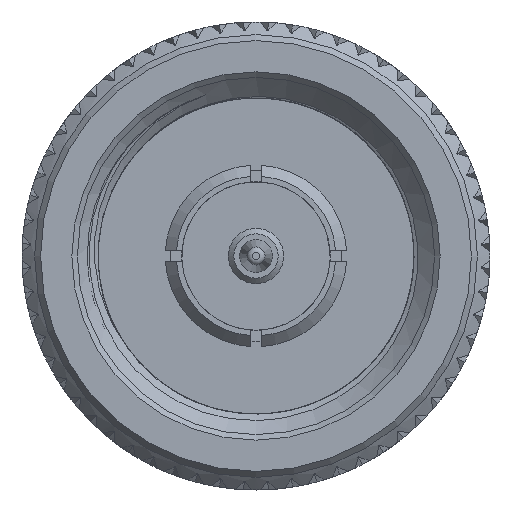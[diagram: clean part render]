
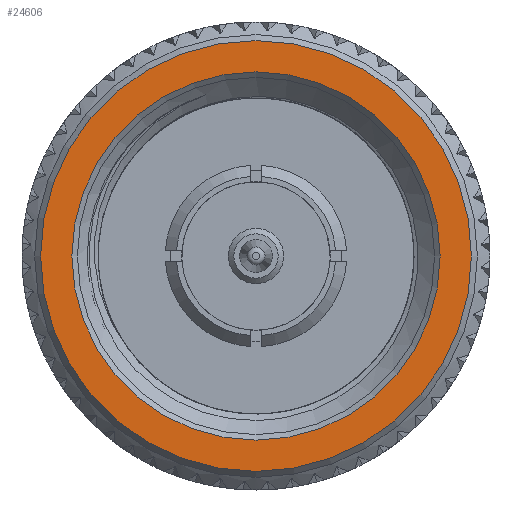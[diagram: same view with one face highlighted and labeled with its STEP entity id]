
A CAD part, left-side view. The second image highlights one B-rep face of the part: STEP entity #24606.
In plain terms, the highlighted planar face has unit normal (-1, 0, 0).
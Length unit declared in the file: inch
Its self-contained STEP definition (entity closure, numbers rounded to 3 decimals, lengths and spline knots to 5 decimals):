
#8854 = ORIENTED_EDGE ( 'NONE', *, *, #111935, .F. ) ;
#20135 = AXIS2_PLACEMENT_3D ( 'NONE', #102146, #175070, #58565 ) ;
#24606 = ADVANCED_FACE ( 'NONE', ( #186243, #169979 ), #138951, .F. ) ;
#27325 = CARTESIAN_POINT ( 'NONE',  ( 0.49449, 0., 0.38902 ) ) ;
#34332 = CARTESIAN_POINT ( 'NONE',  ( 0.49449, 0.38902, 0. ) ) ;
#58307 = EDGE_LOOP ( 'NONE', ( #153551 ) ) ;
#58565 = DIRECTION ( 'NONE',  ( 0., 0., 1. ) ) ;
#72884 = EDGE_CURVE ( 'NONE', #106550, #106550, #183349, .T. ) ;
#75315 = CIRCLE ( 'NONE', #141101, 0.3325 ) ;
#78862 = CARTESIAN_POINT ( 'NONE',  ( 0.49449, 0., 0. ) ) ;
#94647 = DIRECTION ( 'NONE',  ( 1., 0., 0. ) ) ;
#102146 = CARTESIAN_POINT ( 'NONE',  ( 0.49449, 0., 0. ) ) ;
#106550 = VERTEX_POINT ( 'NONE', #27325 ) ;
#111935 = EDGE_CURVE ( 'NONE', #139288, #139288, #75315, .T. ) ;
#112398 = AXIS2_PLACEMENT_3D ( 'NONE', #34332, #94647, #153346 ) ;
#116992 = CARTESIAN_POINT ( 'NONE',  ( 0.49449, 0., 0.3325 ) ) ;
#123761 = DIRECTION ( 'NONE',  ( 0., 0., 1. ) ) ;
#138951 = PLANE ( 'NONE',  #112398 ) ;
#139288 = VERTEX_POINT ( 'NONE', #116992 ) ;
#141101 = AXIS2_PLACEMENT_3D ( 'NONE', #78862, #183010, #123761 ) ;
#153346 = DIRECTION ( 'NONE',  ( 0., 0., 1. ) ) ;
#153551 = ORIENTED_EDGE ( 'NONE', *, *, #72884, .T. ) ;
#157567 = EDGE_LOOP ( 'NONE', ( #8854 ) ) ;
#169979 = FACE_OUTER_BOUND ( 'NONE', #58307, .T. ) ;
#175070 = DIRECTION ( 'NONE',  ( -1., 0., 0. ) ) ;
#183010 = DIRECTION ( 'NONE',  ( -1., 0., 0. ) ) ;
#183349 = CIRCLE ( 'NONE', #20135, 0.38902 ) ;
#186243 = FACE_BOUND ( 'NONE', #157567, .T. ) ;
